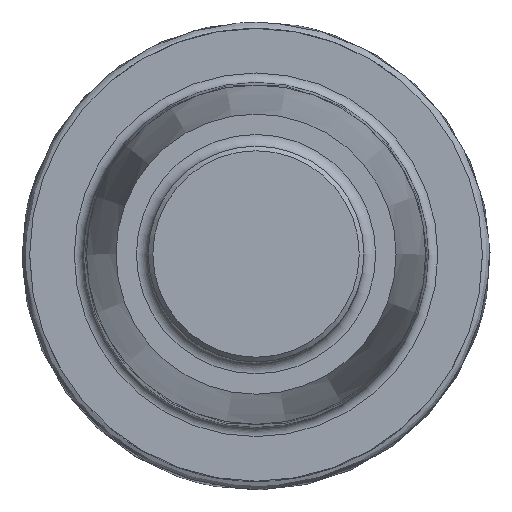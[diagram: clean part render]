
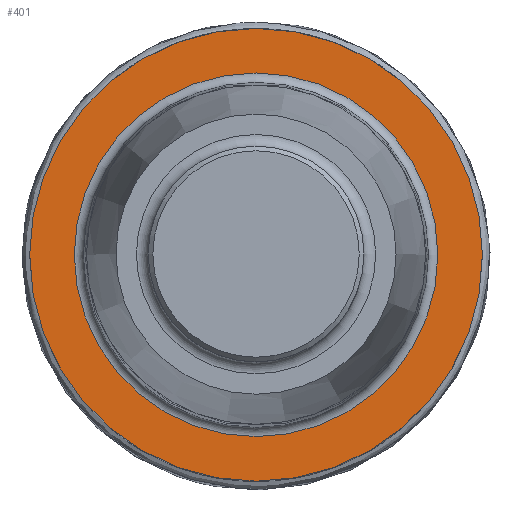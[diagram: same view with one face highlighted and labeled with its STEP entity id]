
A CAD part, top view. The second image highlights one B-rep face of the part: STEP entity #401.
In plain terms, the highlighted planar face has unit normal (0, 0, 1).
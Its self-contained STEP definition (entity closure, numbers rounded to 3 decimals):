
#138=PLANE('',#621);
#186=EDGE_LOOP('',(#254));
#187=EDGE_LOOP('',(#255));
#254=ORIENTED_EDGE('',*,*,#332,.T.);
#255=ORIENTED_EDGE('',*,*,#331,.F.);
#331=EDGE_CURVE('',#494,#494,#364,.T.);
#332=EDGE_CURVE('',#495,#495,#365,.T.);
#364=CIRCLE('',#618,9.65);
#365=CIRCLE('',#620,7.75);
#401=ADVANCED_FACE('',(#448,#449),#138,.F.);
#448=FACE_BOUND('',#186,.T.);
#449=FACE_BOUND('',#187,.T.);
#494=VERTEX_POINT('',#6355);
#495=VERTEX_POINT('',#6358);
#618=AXIS2_PLACEMENT_3D('',#6354,#726,#727);
#620=AXIS2_PLACEMENT_3D('',#6357,#730,#731);
#621=AXIS2_PLACEMENT_3D('',#6359,#732,#733);
#726=DIRECTION('',(0.,0.,-1.));
#727=DIRECTION('',(-1.,0.,0.));
#730=DIRECTION('',(0.,0.,-1.));
#731=DIRECTION('',(-1.,0.,0.));
#732=DIRECTION('',(0.,0.,-1.));
#733=DIRECTION('',(-1.,0.,0.));
#6354=CARTESIAN_POINT('',(0.,0.,0.));
#6355=CARTESIAN_POINT('',(-9.65,0.,0.));
#6357=CARTESIAN_POINT('',(0.,0.,0.));
#6358=CARTESIAN_POINT('',(-7.75,0.,0.));
#6359=CARTESIAN_POINT('',(-7.365,0.,0.));
